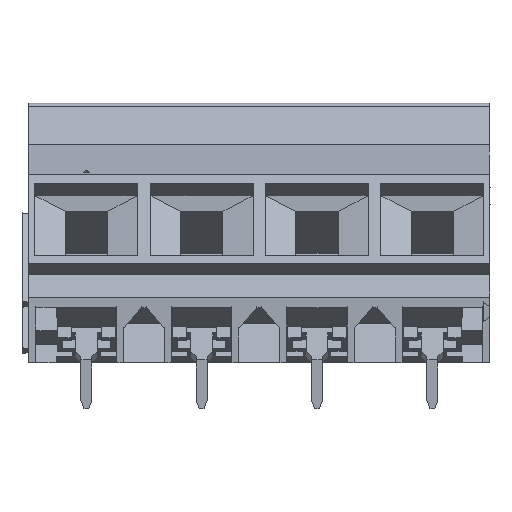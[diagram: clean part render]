
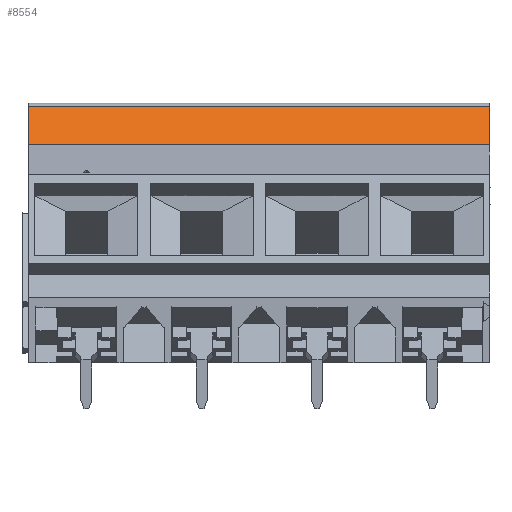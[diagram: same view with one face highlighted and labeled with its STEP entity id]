
A CAD part, top view. The second image highlights one B-rep face of the part: STEP entity #8554.
In plain terms, the highlighted planar face has unit normal (0, 0.574, 0.819).
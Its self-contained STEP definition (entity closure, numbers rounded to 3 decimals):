
#372 = CARTESIAN_POINT ( 'NONE',  ( 0., 21.686, 2.907 ) ) ;
#1932 = CARTESIAN_POINT ( 'NONE',  ( 0., 21.195, 3.251 ) ) ;
#3689 = DIRECTION ( 'NONE',  ( 0., 0.819, -0.574 ) ) ;
#5005 = EDGE_CURVE ( 'NONE', #15994, #42727, #12567, .T. ) ;
#6960 = AXIS2_PLACEMENT_3D ( 'NONE', #33034, #13233, #3689 ) ;
#8164 = DIRECTION ( 'NONE',  ( -1., 0., 0. ) ) ;
#8554 = ADVANCED_FACE ( 'NONE', ( #33675 ), #30377, .F. ) ;
#8922 = DIRECTION ( 'NONE',  ( 0., -0.819, 0.574 ) ) ;
#12242 = LINE ( 'NONE', #32242, #27707 ) ;
#12567 = LINE ( 'NONE', #20311, #15180 ) ;
#13233 = DIRECTION ( 'NONE',  ( 0., -0.574, -0.819 ) ) ;
#14763 = ORIENTED_EDGE ( 'NONE', *, *, #20590, .T. ) ;
#15180 = VECTOR ( 'NONE', #16114, 1000. ) ;
#15994 = VERTEX_POINT ( 'NONE', #43641 ) ;
#16114 = DIRECTION ( 'NONE',  ( -1., 0., 0. ) ) ;
#18279 = EDGE_CURVE ( 'NONE', #25862, #15994, #12242, .T. ) ;
#18572 = ORIENTED_EDGE ( 'NONE', *, *, #18279, .F. ) ;
#20311 = CARTESIAN_POINT ( 'NONE',  ( 38.08, 18., 5.488 ) ) ;
#20590 = EDGE_CURVE ( 'NONE', #38114, #42727, #39594, .T. ) ;
#24079 = ORIENTED_EDGE ( 'NONE', *, *, #28257, .T. ) ;
#25862 = VERTEX_POINT ( 'NONE', #28996 ) ;
#26873 = VECTOR ( 'NONE', #43169, 1000. ) ;
#27707 = VECTOR ( 'NONE', #8922, 1000. ) ;
#27845 = LINE ( 'NONE', #38410, #34964 ) ;
#28257 = EDGE_CURVE ( 'NONE', #25862, #38114, #27845, .T. ) ;
#28532 = ORIENTED_EDGE ( 'NONE', *, *, #5005, .F. ) ;
#28996 = CARTESIAN_POINT ( 'NONE',  ( 38.08, 21.195, 3.251 ) ) ;
#30377 = PLANE ( 'NONE',  #6960 ) ;
#32242 = CARTESIAN_POINT ( 'NONE',  ( 38.08, 21.686, 2.907 ) ) ;
#33034 = CARTESIAN_POINT ( 'NONE',  ( 0., 21.686, 2.907 ) ) ;
#33675 = FACE_OUTER_BOUND ( 'NONE', #41700, .T. ) ;
#34964 = VECTOR ( 'NONE', #8164, 1000. ) ;
#38114 = VERTEX_POINT ( 'NONE', #1932 ) ;
#38410 = CARTESIAN_POINT ( 'NONE',  ( 0., 21.195, 3.251 ) ) ;
#38962 = CARTESIAN_POINT ( 'NONE',  ( 0., 18., 5.488 ) ) ;
#39594 = LINE ( 'NONE', #372, #26873 ) ;
#41700 = EDGE_LOOP ( 'NONE', ( #18572, #24079, #14763, #28532 ) ) ;
#42727 = VERTEX_POINT ( 'NONE', #38962 ) ;
#43169 = DIRECTION ( 'NONE',  ( 0., -0.819, 0.574 ) ) ;
#43641 = CARTESIAN_POINT ( 'NONE',  ( 38.08, 18., 5.488 ) ) ;
